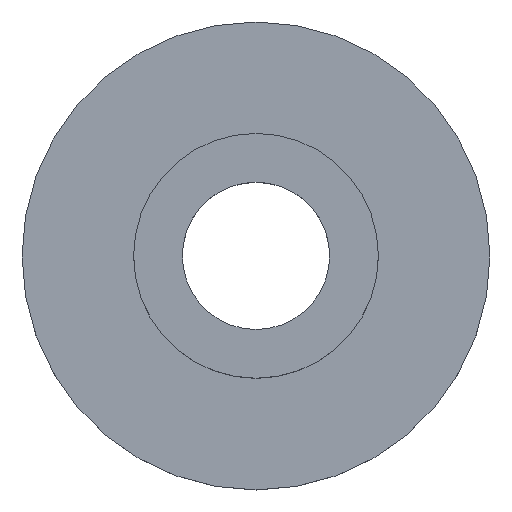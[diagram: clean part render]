
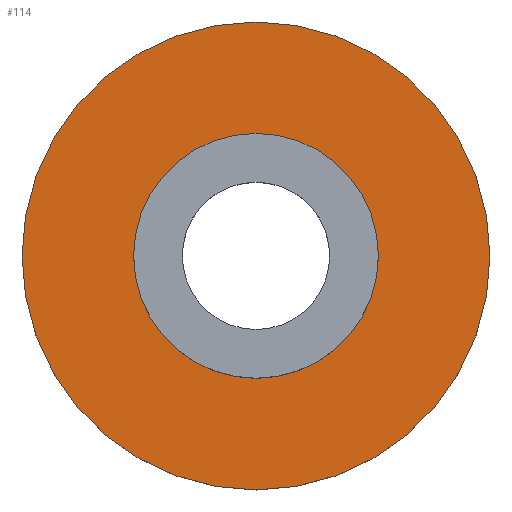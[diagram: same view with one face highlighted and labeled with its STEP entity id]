
A CAD part, top view. The second image highlights one B-rep face of the part: STEP entity #114.
In plain terms, the highlighted planar face has unit normal (0, 0, 1).
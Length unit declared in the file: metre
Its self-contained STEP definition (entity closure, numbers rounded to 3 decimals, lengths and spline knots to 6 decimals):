
#12=PLANE('',#141);
#21=ORIENTED_EDGE('',*,*,#41,.F.);
#22=ORIENTED_EDGE('',*,*,#39,.T.);
#39=EDGE_CURVE('',#49,#49,#59,.T.);
#41=EDGE_CURVE('',#51,#51,#61,.T.);
#49=VERTEX_POINT('',#205);
#51=VERTEX_POINT('',#210);
#59=CIRCLE('',#139,0.0108);
#61=CIRCLE('',#142,0.00565);
#71=EDGE_LOOP('',(#21));
#72=EDGE_LOOP('',(#22));
#91=FACE_BOUND('',#71,.T.);
#92=FACE_BOUND('',#72,.T.);
#114=ADVANCED_FACE('',(#91,#92),#12,.T.);
#139=AXIS2_PLACEMENT_3D('',#204,#165,#166);
#141=AXIS2_PLACEMENT_3D('',#208,#169,#170);
#142=AXIS2_PLACEMENT_3D('',#209,#171,#172);
#165=DIRECTION('',(0.,0.,1.));
#166=DIRECTION('',(0.,-1.,0.));
#169=DIRECTION('',(0.,0.,1.));
#170=DIRECTION('',(1.,0.,0.));
#171=DIRECTION('',(0.,0.,1.));
#172=DIRECTION('',(0.,-1.,0.));
#204=CARTESIAN_POINT('',(0.,0.,0.0025));
#205=CARTESIAN_POINT('',(0.,-0.0108,0.0025));
#208=CARTESIAN_POINT('',(0.,0.,0.0025));
#209=CARTESIAN_POINT('',(0.,0.,0.0025));
#210=CARTESIAN_POINT('',(0.,-0.00565,0.0025));
